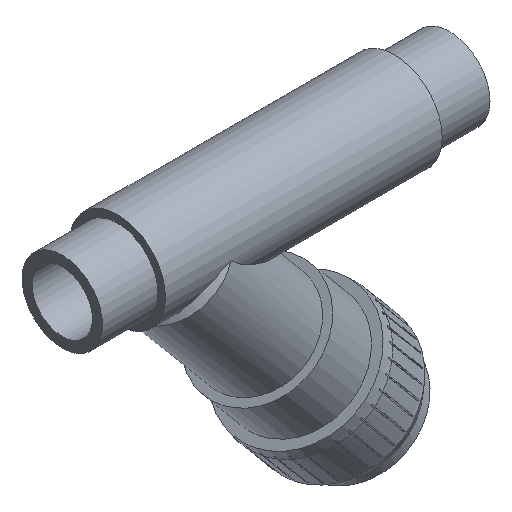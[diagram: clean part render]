
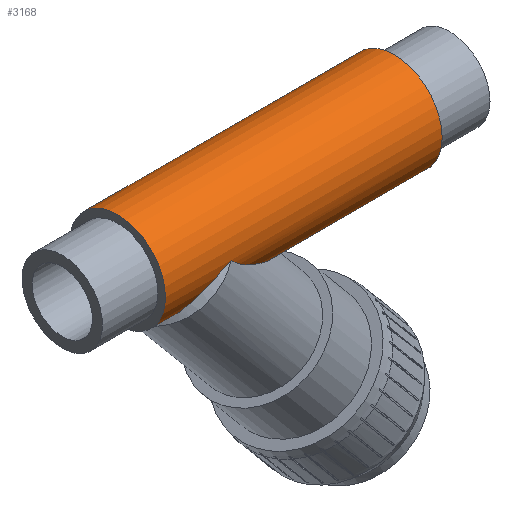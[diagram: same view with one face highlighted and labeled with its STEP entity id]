
A CAD part, isometric view. The second image highlights one B-rep face of the part: STEP entity #3168.
In plain terms, the highlighted cylindrical face has radius 19 mm (diameter 38 mm), a full revolution.
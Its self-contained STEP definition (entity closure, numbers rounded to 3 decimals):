
#35=B_SPLINE_CURVE_WITH_KNOTS($,3,(#4815,#4816,#4817,#4818,#4819,#4820,
#4821,#4822,#4823,#4824,#4825,#4826,#4827,#4828,#4829,#4830,#4831,#4832,
#4833,#4834,#4835,#4836),.UNSPECIFIED.,.F.,.F.,(4,3,3,3,3,3,3,4),(-29.827,
-29.707,-28.788,-27.42,-26.604,
-24.844,-23.387,-23.291),.UNSPECIFIED.);
#36=B_SPLINE_CURVE_WITH_KNOTS($,3,(#4838,#4839,#4840,#4841,#4842,#4843,
#4844,#4845,#4846,#4847,#4848,#4849,#4850,#4851,#4852,#4853,#4854,#4855),
 .UNSPECIFIED.,.F.,.F.,(4,2,2,2,2,2,2,2,4),(4.269,4.618,
4.967,5.608,6.249,6.901,7.552,
8.045,8.495),.UNSPECIFIED.);
#37=B_SPLINE_CURVE_WITH_KNOTS($,3,(#4857,#4858,#4859,#4860,#4861,#4862,
#4863,#4864,#4865,#4866,#4867,#4868,#4869,#4870,#4871,#4872,#4873,#4874),
 .UNSPECIFIED.,.F.,.F.,(4,2,2,2,2,2,2,2,4),(-14.365,-13.915,
-13.422,-12.77,-12.119,-11.478,-10.836,
-10.487,-10.139),.UNSPECIFIED.);
#38=B_SPLINE_CURVE_WITH_KNOTS($,3,(#4875,#4876,#4877,#4878,#4879,#4880,
#4881,#4882,#4883,#4884,#4885,#4886,#4887,#4888,#4889,#4890),
 .UNSPECIFIED.,.F.,.F.,(4,3,3,3,3,4),(-23.291,-21.773,
-20.206,-18.738,-17.619,-16.631),
 .UNSPECIFIED.);
#658=FACE_OUTER_BOUND($,#920,.T.);
#823=CYLINDRICAL_SURFACE($,#3369,19.);
#882=FACE_BOUND($,#921,.T.);
#883=FACE_BOUND($,#922,.T.);
#920=EDGE_LOOP($,(#2118));
#921=EDGE_LOOP($,(#2119));
#922=EDGE_LOOP($,(#2120,#2121,#2122,#2123));
#1090=CIRCLE($,#3339,19.);
#1093=CIRCLE($,#3344,19.);
#1260=VERTEX_POINT($,#4700);
#1263=VERTEX_POINT($,#4708);
#1280=VERTEX_POINT($,#4813);
#1281=VERTEX_POINT($,#4814);
#1282=VERTEX_POINT($,#4837);
#1283=VERTEX_POINT($,#4856);
#1587=EDGE_CURVE($,#1260,#1260,#1090,.T.);
#1590=EDGE_CURVE($,#1263,#1263,#1093,.T.);
#1611=EDGE_CURVE($,#1280,#1281,#35,.T.);
#1612=EDGE_CURVE($,#1282,#1280,#36,.T.);
#1613=EDGE_CURVE($,#1283,#1282,#37,.T.);
#1614=EDGE_CURVE($,#1281,#1283,#38,.T.);
#2118=ORIENTED_EDGE($,*,*,#1587,.T.);
#2119=ORIENTED_EDGE($,*,*,#1590,.T.);
#2120=ORIENTED_EDGE($,*,*,#1611,.F.);
#2121=ORIENTED_EDGE($,*,*,#1612,.F.);
#2122=ORIENTED_EDGE($,*,*,#1613,.F.);
#2123=ORIENTED_EDGE($,*,*,#1614,.F.);
#3168=ADVANCED_FACE($,(#658,#882,#883),#823,.T.);
#3339=AXIS2_PLACEMENT_3D($,#4701,#3700,#3701);
#3344=AXIS2_PLACEMENT_3D($,#4709,#3710,#3711);
#3369=AXIS2_PLACEMENT_3D($,#4812,#3762,#3763);
#3700=DIRECTION('center_axis',(1.,0.,0.));
#3701=DIRECTION('ref_axis',(0.,0.,1.));
#3710=DIRECTION('center_axis',(-1.,0.,0.));
#3711=DIRECTION('ref_axis',(0.,0.,1.));
#3762=DIRECTION('center_axis',(1.,0.,0.));
#3763=DIRECTION('ref_axis',(0.,0.,1.));
#4700=CARTESIAN_POINT('',(21.,0.,19.));
#4701=CARTESIAN_POINT('Origin',(21.,0.,
0.));
#4708=CARTESIAN_POINT('',(131.,0.,-19.));
#4709=CARTESIAN_POINT('Origin',(131.,0.,0.));
#4812=CARTESIAN_POINT('Origin',(66.,0.,0.));
#4813=CARTESIAN_POINT('',(47.129,18.997,0.324));
#4814=CARTESIAN_POINT('',(24.871,0.,19.));
#4815=CARTESIAN_POINT('Ctrl Pts',(47.129,18.997,0.324));
#4816=CARTESIAN_POINT('Ctrl Pts',(46.819,18.995,0.476));
#4817=CARTESIAN_POINT('Ctrl Pts',(46.516,18.99,0.628));
#4818=CARTESIAN_POINT('Ctrl Pts',(46.218,18.984,0.78));
#4819=CARTESIAN_POINT('Ctrl Pts',(43.939,18.936,1.942));
#4820=CARTESIAN_POINT('Ctrl Pts',(41.954,18.783,3.119));
#4821=CARTESIAN_POINT('Ctrl Pts',(40.173,18.5,4.329));
#4822=CARTESIAN_POINT('Ctrl Pts',(37.523,18.079,6.13));
#4823=CARTESIAN_POINT('Ctrl Pts',(35.449,17.377,7.902));
#4824=CARTESIAN_POINT('Ctrl Pts',(33.726,16.453,9.502));
#4825=CARTESIAN_POINT('Ctrl Pts',(32.697,15.902,10.457));
#4826=CARTESIAN_POINT('Ctrl Pts',(31.771,15.264,11.375));
#4827=CARTESIAN_POINT('Ctrl Pts',(30.897,14.502,12.276));
#4828=CARTESIAN_POINT('Ctrl Pts',(29.014,12.859,14.216));
#4829=CARTESIAN_POINT('Ctrl Pts',(27.436,10.651,16.013));
#4830=CARTESIAN_POINT('Ctrl Pts',(26.359,7.947,17.258));
#4831=CARTESIAN_POINT('Ctrl Pts',(25.467,5.707,18.289));
#4832=CARTESIAN_POINT('Ctrl Pts',(24.937,3.132,18.922));
#4833=CARTESIAN_POINT('Ctrl Pts',(24.877,0.517,18.993));
#4834=CARTESIAN_POINT('Ctrl Pts',(24.873,0.345,18.998));
#4835=CARTESIAN_POINT('Ctrl Pts',(24.871,0.172,19.));
#4836=CARTESIAN_POINT('Ctrl Pts',(24.871,0.,
19.));
#4837=CARTESIAN_POINT('',(79.014,0.,19.));
#4838=CARTESIAN_POINT('Ctrl Pts',(79.014,0.,
19.));
#4839=CARTESIAN_POINT('Ctrl Pts',(79.014,1.163,19.));
#4840=CARTESIAN_POINT('Ctrl Pts',(78.78,2.39,18.885));
#4841=CARTESIAN_POINT('Ctrl Pts',(77.902,4.675,18.453));
#4842=CARTESIAN_POINT('Ctrl Pts',(77.265,5.734,18.139));
#4843=CARTESIAN_POINT('Ctrl Pts',(75.363,8.263,17.198));
#4844=CARTESIAN_POINT('Ctrl Pts',(73.751,9.718,16.397));
#4845=CARTESIAN_POINT('Ctrl Pts',(70.256,12.204,14.641));
#4846=CARTESIAN_POINT('Ctrl Pts',(68.375,13.236,13.686));
#4847=CARTESIAN_POINT('Ctrl Pts',(64.843,14.897,11.859));
#4848=CARTESIAN_POINT('Ctrl Pts',(62.849,15.676,10.812));
#4849=CARTESIAN_POINT('Ctrl Pts',(58.83,16.982,8.617));
#4850=CARTESIAN_POINT('Ctrl Pts',(56.807,17.51,7.469));
#4851=CARTESIAN_POINT('Ctrl Pts',(53.61,18.206,5.51));
#4852=CARTESIAN_POINT('Ctrl Pts',(52.109,18.481,4.543));
#4853=CARTESIAN_POINT('Ctrl Pts',(49.379,18.859,2.51));
#4854=CARTESIAN_POINT('Ctrl Pts',(48.138,18.978,1.459));
#4855=CARTESIAN_POINT('Ctrl Pts',(47.129,18.997,0.324));
#4856=CARTESIAN_POINT('',(47.129,-18.997,0.324));
#4857=CARTESIAN_POINT('Ctrl Pts',(47.129,-18.997,0.324));
#4858=CARTESIAN_POINT('Ctrl Pts',(48.138,-18.978,1.459));
#4859=CARTESIAN_POINT('Ctrl Pts',(49.379,-18.859,2.51));
#4860=CARTESIAN_POINT('Ctrl Pts',(52.109,-18.481,4.543));
#4861=CARTESIAN_POINT('Ctrl Pts',(53.61,-18.206,5.51));
#4862=CARTESIAN_POINT('Ctrl Pts',(56.807,-17.51,7.469));
#4863=CARTESIAN_POINT('Ctrl Pts',(58.83,-16.982,8.617));
#4864=CARTESIAN_POINT('Ctrl Pts',(62.849,-15.676,10.812));
#4865=CARTESIAN_POINT('Ctrl Pts',(64.843,-14.897,11.859));
#4866=CARTESIAN_POINT('Ctrl Pts',(68.375,-13.236,13.686));
#4867=CARTESIAN_POINT('Ctrl Pts',(70.256,-12.204,14.641));
#4868=CARTESIAN_POINT('Ctrl Pts',(73.751,-9.718,16.397));
#4869=CARTESIAN_POINT('Ctrl Pts',(75.363,-8.263,17.198));
#4870=CARTESIAN_POINT('Ctrl Pts',(77.265,-5.734,18.139));
#4871=CARTESIAN_POINT('Ctrl Pts',(77.902,-4.675,18.453));
#4872=CARTESIAN_POINT('Ctrl Pts',(78.78,-2.39,18.885));
#4873=CARTESIAN_POINT('Ctrl Pts',(79.014,-1.163,19.));
#4874=CARTESIAN_POINT('Ctrl Pts',(79.014,0.,
19.));
#4875=CARTESIAN_POINT('Ctrl Pts',(24.871,0.,
19.));
#4876=CARTESIAN_POINT('Ctrl Pts',(24.871,-2.723,19.));
#4877=CARTESIAN_POINT('Ctrl Pts',(25.383,-5.438,18.388));
#4878=CARTESIAN_POINT('Ctrl Pts',(26.298,-7.794,17.328));
#4879=CARTESIAN_POINT('Ctrl Pts',(27.244,-10.227,16.233));
#4880=CARTESIAN_POINT('Ctrl Pts',(28.607,-12.292,14.678));
#4881=CARTESIAN_POINT('Ctrl Pts',(30.241,-13.895,12.958));
#4882=CARTESIAN_POINT('Ctrl Pts',(31.773,-15.398,11.347));
#4883=CARTESIAN_POINT('Ctrl Pts',(33.555,-16.543,9.566));
#4884=CARTESIAN_POINT('Ctrl Pts',(35.754,-17.37,7.699));
#4885=CARTESIAN_POINT('Ctrl Pts',(37.431,-18.001,6.275));
#4886=CARTESIAN_POINT('Ctrl Pts',(39.4,-18.433,4.794));
#4887=CARTESIAN_POINT('Ctrl Pts',(41.452,-18.677,3.488));
#4888=CARTESIAN_POINT('Ctrl Pts',(43.262,-18.892,2.336));
#4889=CARTESIAN_POINT('Ctrl Pts',(45.207,-18.981,1.271));
#4890=CARTESIAN_POINT('Ctrl Pts',(47.129,-18.997,0.324));
